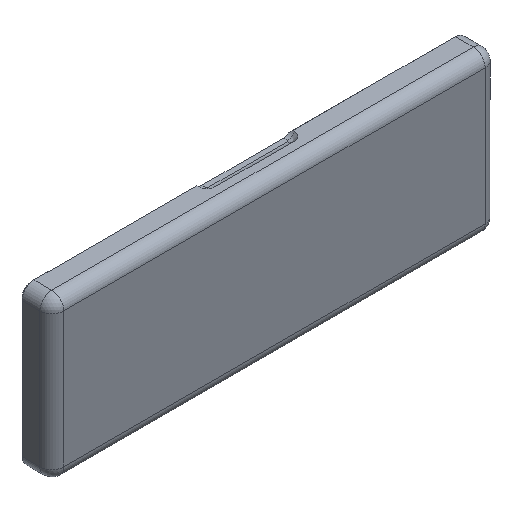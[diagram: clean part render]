
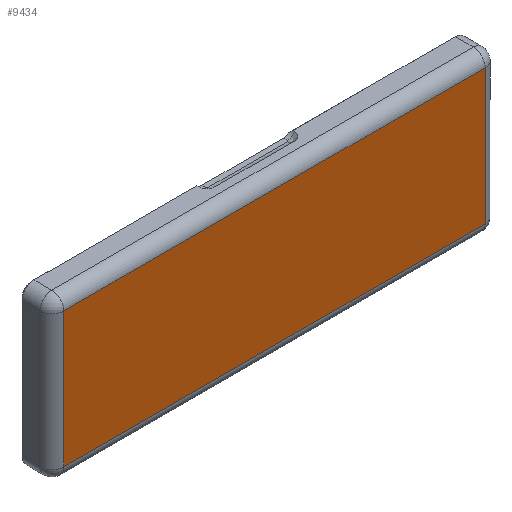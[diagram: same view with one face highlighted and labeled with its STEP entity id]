
A CAD part, isometric view. The second image highlights one B-rep face of the part: STEP entity #9434.
In plain terms, the highlighted planar face has unit normal (0, -1, 0).
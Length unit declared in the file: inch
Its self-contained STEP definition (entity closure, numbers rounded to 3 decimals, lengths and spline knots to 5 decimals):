
#395=PLANE('',#10565);
#1035=FACE_OUTER_BOUND('',#1626,.T.);
#1626=EDGE_LOOP('',(#8631,#8632,#8633,#8634));
#2934=LINE('',#17474,#3667);
#2936=LINE('',#17481,#3669);
#2937=LINE('',#17483,#3670);
#2938=LINE('',#17485,#3671);
#3667=VECTOR('',#13507,0.3937);
#3669=VECTOR('',#13517,0.3937);
#3670=VECTOR('',#13520,0.3937);
#3671=VECTOR('',#13523,0.3937);
#4491=VERTEX_POINT('',#17460);
#4493=VERTEX_POINT('',#17466);
#4494=VERTEX_POINT('',#17470);
#4495=VERTEX_POINT('',#17477);
#5866=EDGE_CURVE('',#4491,#4494,#2934,.T.);
#5870=EDGE_CURVE('',#4495,#4493,#2936,.T.);
#5871=EDGE_CURVE('',#4494,#4495,#2937,.T.);
#5872=EDGE_CURVE('',#4493,#4491,#2938,.T.);
#8631=ORIENTED_EDGE('',*,*,#5870,.F.);
#8632=ORIENTED_EDGE('',*,*,#5871,.F.);
#8633=ORIENTED_EDGE('',*,*,#5866,.F.);
#8634=ORIENTED_EDGE('',*,*,#5872,.F.);
#9434=ADVANCED_FACE('',(#1035),#395,.F.);
#10565=AXIS2_PLACEMENT_3D('',#17493,#13534,#13535);
#13507=DIRECTION('',(-1.,0.,0.));
#13517=DIRECTION('',(1.,0.,0.));
#13520=DIRECTION('',(0.,0.,1.));
#13523=DIRECTION('',(0.,0.,-1.));
#13534=DIRECTION('center_axis',(0.,1.,0.));
#13535=DIRECTION('ref_axis',(1.,0.,0.));
#17460=CARTESIAN_POINT('',(3.3125,0.,-1.0625));
#17466=CARTESIAN_POINT('',(3.3125,0.,1.0625));
#17470=CARTESIAN_POINT('',(-3.3125,0.,-1.0625));
#17474=CARTESIAN_POINT('',(1.75,0.,-1.0625));
#17477=CARTESIAN_POINT('',(-3.3125,0.,1.0625));
#17481=CARTESIAN_POINT('',(-1.75,0.,1.0625));
#17483=CARTESIAN_POINT('',(-3.3125,0.,-0.625));
#17485=CARTESIAN_POINT('',(3.3125,0.,0.625));
#17493=CARTESIAN_POINT('Origin',(0.,0.,0.));
